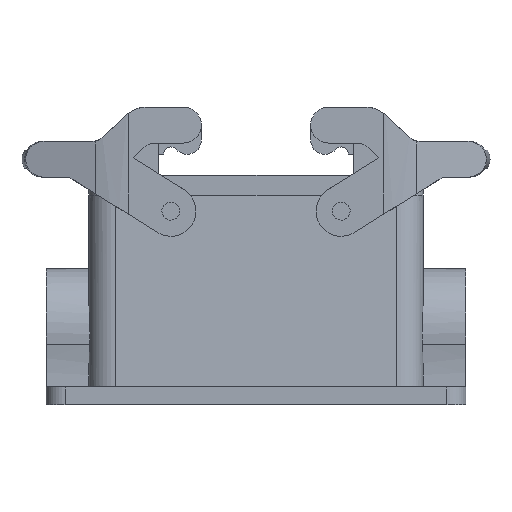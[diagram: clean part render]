
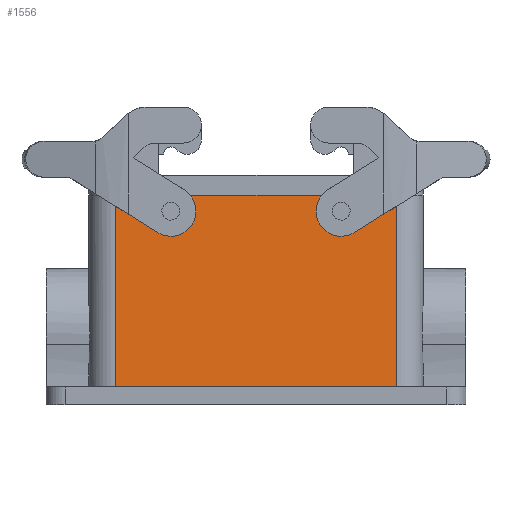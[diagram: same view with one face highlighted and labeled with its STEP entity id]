
A CAD part, left-side view. The second image highlights one B-rep face of the part: STEP entity #1556.
In plain terms, the highlighted planar face has unit normal (-0.999, 0, 0.044).
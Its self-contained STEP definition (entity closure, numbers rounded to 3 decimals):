
#1463=AXIS2_PLACEMENT_3D('Plane Axis2P3D',#1460,#1461,#1462) ;
#1056=CARTESIAN_POINT('Vertex',(7.,26.1,58.5)) ;
#1059=CARTESIAN_POINT('Line Origine',(5.774,26.1,30.414)) ;
#1063=CARTESIAN_POINT('Vertex',(4.664,26.1,5.)) ;
#1460=CARTESIAN_POINT('Axis2P3D Location',(7.,65.25,58.5)) ;
#1465=CARTESIAN_POINT('Line Origine',(7.,65.25,58.5)) ;
#1469=CARTESIAN_POINT('Vertex',(7.,104.4,58.5)) ;
#1472=CARTESIAN_POINT('Line Origine',(5.767,104.4,30.25)) ;
#1476=CARTESIAN_POINT('Vertex',(4.664,104.4,5.)) ;
#1479=CARTESIAN_POINT('Line Origine',(4.664,65.25,5.)) ;
#1491=CARTESIAN_POINT('Control Point',(6.845,39.745,54.959)) ;
#1492=CARTESIAN_POINT('Control Point',(6.867,40.014,55.451)) ;
#1493=CARTESIAN_POINT('Control Point',(6.884,40.455,55.849)) ;
#1494=CARTESIAN_POINT('Control Point',(6.894,41.026,56.07)) ;
#1495=CARTESIAN_POINT('Control Point',(6.894,42.018,56.076)) ;
#1496=CARTESIAN_POINT('Control Point',(6.872,42.831,55.564)) ;
#1497=CARTESIAN_POINT('Control Point',(6.86,43.101,55.286)) ;
#1498=CARTESIAN_POINT('Control Point',(6.833,43.464,54.671)) ;
#1499=CARTESIAN_POINT('Control Point',(6.802,43.539,53.965)) ;
#1500=CARTESIAN_POINT('Control Point',(6.788,43.507,53.636)) ;
#1501=CARTESIAN_POINT('Control Point',(6.774,43.409,53.323)) ;
#1502=CARTESIAN_POINT('Control Point',(6.762,43.255,53.041)) ;
#1503=CARTESIAN_POINT('Vertex',(6.845,39.745,54.959)) ;
#1505=CARTESIAN_POINT('Vertex',(6.762,43.255,53.041)) ;
#1509=CARTESIAN_POINT('Control Point',(6.762,43.255,53.041)) ;
#1510=CARTESIAN_POINT('Control Point',(6.738,42.961,52.502)) ;
#1511=CARTESIAN_POINT('Control Point',(6.72,42.459,52.076)) ;
#1512=CARTESIAN_POINT('Control Point',(6.711,41.807,51.872)) ;
#1513=CARTESIAN_POINT('Control Point',(6.716,40.467,52.005)) ;
#1514=CARTESIAN_POINT('Control Point',(6.761,39.57,53.02)) ;
#1515=CARTESIAN_POINT('Control Point',(6.791,39.355,53.708)) ;
#1516=CARTESIAN_POINT('Control Point',(6.821,39.437,54.395)) ;
#1517=CARTESIAN_POINT('Control Point',(6.845,39.745,54.959)) ;
#1524=CARTESIAN_POINT('Control Point',(6.762,87.245,53.041)) ;
#1525=CARTESIAN_POINT('Control Point',(6.738,87.539,52.502)) ;
#1526=CARTESIAN_POINT('Control Point',(6.72,88.041,52.076)) ;
#1527=CARTESIAN_POINT('Control Point',(6.711,88.693,51.872)) ;
#1528=CARTESIAN_POINT('Control Point',(6.716,90.033,52.005)) ;
#1529=CARTESIAN_POINT('Control Point',(6.761,90.93,53.02)) ;
#1530=CARTESIAN_POINT('Control Point',(6.791,91.145,53.708)) ;
#1531=CARTESIAN_POINT('Control Point',(6.821,91.063,54.395)) ;
#1532=CARTESIAN_POINT('Control Point',(6.845,90.755,54.959)) ;
#1533=CARTESIAN_POINT('Vertex',(6.762,87.245,53.041)) ;
#1535=CARTESIAN_POINT('Vertex',(6.845,90.755,54.959)) ;
#1539=CARTESIAN_POINT('Control Point',(6.845,90.755,54.959)) ;
#1540=CARTESIAN_POINT('Control Point',(6.867,90.486,55.451)) ;
#1541=CARTESIAN_POINT('Control Point',(6.884,90.045,55.849)) ;
#1542=CARTESIAN_POINT('Control Point',(6.894,89.474,56.07)) ;
#1543=CARTESIAN_POINT('Control Point',(6.894,88.482,56.076)) ;
#1544=CARTESIAN_POINT('Control Point',(6.872,87.669,55.564)) ;
#1545=CARTESIAN_POINT('Control Point',(6.86,87.399,55.286)) ;
#1546=CARTESIAN_POINT('Control Point',(6.833,87.036,54.671)) ;
#1547=CARTESIAN_POINT('Control Point',(6.802,86.961,53.965)) ;
#1548=CARTESIAN_POINT('Control Point',(6.788,86.993,53.636)) ;
#1549=CARTESIAN_POINT('Control Point',(6.774,87.091,53.323)) ;
#1550=CARTESIAN_POINT('Control Point',(6.762,87.245,53.041)) ;
#1060=DIRECTION('Vector Direction',(0.044,0.,0.999)) ;
#1461=DIRECTION('Axis2P3D Direction',(-0.999,0.,0.044)) ;
#1462=DIRECTION('Axis2P3D XDirection',(0.,1.,0.)) ;
#1466=DIRECTION('Vector Direction',(0.,1.,0.)) ;
#1473=DIRECTION('Vector Direction',(-0.044,0.,-0.999)) ;
#1480=DIRECTION('Vector Direction',(0.,1.,0.)) ;
#1061=VECTOR('Line Direction',#1060,1.) ;
#1467=VECTOR('Line Direction',#1466,1.) ;
#1474=VECTOR('Line Direction',#1473,1.) ;
#1481=VECTOR('Line Direction',#1480,1.) ;
#1485=ORIENTED_EDGE('',*,*,#1065,.F.) ;
#1486=ORIENTED_EDGE('',*,*,#1471,.F.) ;
#1487=ORIENTED_EDGE('',*,*,#1478,.F.) ;
#1488=ORIENTED_EDGE('',*,*,#1483,.F.) ;
#1520=ORIENTED_EDGE('',*,*,#1507,.F.) ;
#1521=ORIENTED_EDGE('',*,*,#1518,.F.) ;
#1553=ORIENTED_EDGE('',*,*,#1537,.T.) ;
#1554=ORIENTED_EDGE('',*,*,#1551,.T.) ;
#1522=FACE_BOUND('',#1519,.T.) ;
#1555=FACE_BOUND('',#1552,.T.) ;
#1556=ADVANCED_FACE('Hauptk\X2\00F6\X0\rper',(#1489,#1522,#1555),#1464,.T.) ;
#1490=B_SPLINE_CURVE_WITH_KNOTS('',5,(#1491,#1492,#1493,#1494,#1495,#1496,#1497,#1498,#1499,#1500,#1501,#1502),.UNSPECIFIED.,.F.,.U.,(6,3,3,6),(0.,3.968,6.615,8.89),.UNSPECIFIED.) ;
#1508=B_SPLINE_CURVE_WITH_KNOTS('',5,(#1509,#1510,#1511,#1512,#1513,#1514,#1515,#1516,#1517),.UNSPECIFIED.,.F.,.U.,(6,3,6),(8.89,13.235,17.78),.UNSPECIFIED.) ;
#1523=B_SPLINE_CURVE_WITH_KNOTS('',5,(#1524,#1525,#1526,#1527,#1528,#1529,#1530,#1531,#1532),.UNSPECIFIED.,.F.,.U.,(6,3,6),(8.89,13.235,17.78),.UNSPECIFIED.) ;
#1538=B_SPLINE_CURVE_WITH_KNOTS('',5,(#1539,#1540,#1541,#1542,#1543,#1544,#1545,#1546,#1547,#1548,#1549,#1550),.UNSPECIFIED.,.F.,.U.,(6,3,3,6),(0.,3.968,6.615,8.89),.UNSPECIFIED.) ;
#1065=EDGE_CURVE('',#1057,#1064,#1062,.F.) ;
#1471=EDGE_CURVE('',#1470,#1057,#1468,.F.) ;
#1478=EDGE_CURVE('',#1477,#1470,#1475,.F.) ;
#1483=EDGE_CURVE('',#1064,#1477,#1482,.T.) ;
#1507=EDGE_CURVE('',#1504,#1506,#1490,.T.) ;
#1518=EDGE_CURVE('',#1506,#1504,#1508,.T.) ;
#1537=EDGE_CURVE('',#1534,#1536,#1523,.T.) ;
#1551=EDGE_CURVE('',#1536,#1534,#1538,.T.) ;
#1484=EDGE_LOOP('',(#1485,#1486,#1487,#1488)) ;
#1519=EDGE_LOOP('',(#1520,#1521)) ;
#1552=EDGE_LOOP('',(#1553,#1554)) ;
#1489=FACE_OUTER_BOUND('',#1484,.T.) ;
#1062=LINE('Line',#1059,#1061) ;
#1468=LINE('Line',#1465,#1467) ;
#1475=LINE('Line',#1472,#1474) ;
#1482=LINE('Line',#1479,#1481) ;
#1464=PLANE('',#1463) ;
#1057=VERTEX_POINT('',#1056) ;
#1064=VERTEX_POINT('',#1063) ;
#1470=VERTEX_POINT('',#1469) ;
#1477=VERTEX_POINT('',#1476) ;
#1504=VERTEX_POINT('',#1503) ;
#1506=VERTEX_POINT('',#1505) ;
#1534=VERTEX_POINT('',#1533) ;
#1536=VERTEX_POINT('',#1535) ;
